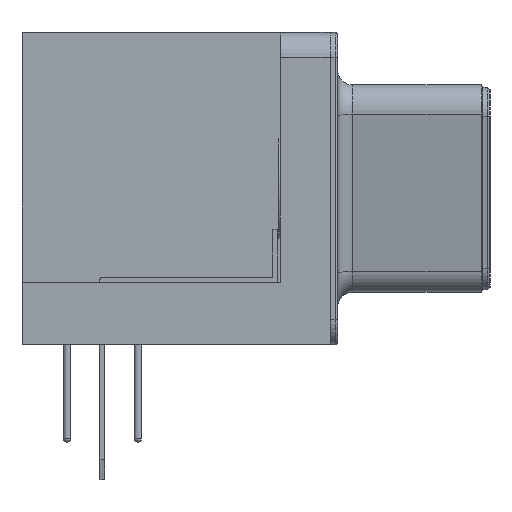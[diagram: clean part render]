
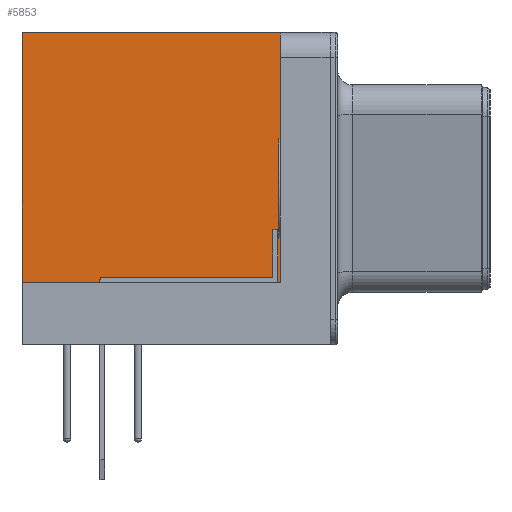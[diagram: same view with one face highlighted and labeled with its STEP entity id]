
A CAD part, left-side view. The second image highlights one B-rep face of the part: STEP entity #5853.
In plain terms, the highlighted planar face has unit normal (-1, 0, 0).
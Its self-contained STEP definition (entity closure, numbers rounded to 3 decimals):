
#4986 = VERTEX_POINT('',#4987);
#4987 = CARTESIAN_POINT('',(-54.13,1.8,12.5));
#4993 = EDGE_CURVE('',#4994,#4986,#4996,.T.);
#4994 = VERTEX_POINT('',#4995);
#4995 = CARTESIAN_POINT('',(-54.13,-8.54,12.5));
#4996 = LINE('',#4997,#4998);
#4997 = CARTESIAN_POINT('',(-54.13,-9.54,12.5));
#4998 = VECTOR('',#4999,1.);
#4999 = DIRECTION('',(0.,1.,0.));
#5644 = VERTEX_POINT('',#5645);
#5645 = CARTESIAN_POINT('',(-54.13,-8.54,2.5));
#5651 = EDGE_CURVE('',#5644,#4994,#5652,.T.);
#5652 = LINE('',#5653,#5654);
#5653 = CARTESIAN_POINT('',(-54.13,-8.54,2.5));
#5654 = VECTOR('',#5655,1.);
#5655 = DIRECTION('',(0.,0.,1.));
#5681 = VERTEX_POINT('',#5682);
#5682 = CARTESIAN_POINT('',(-54.13,1.8,2.5));
#5688 = EDGE_CURVE('',#5644,#5681,#5689,.T.);
#5689 = LINE('',#5690,#5691);
#5690 = CARTESIAN_POINT('',(-54.13,-8.54,2.5));
#5691 = VECTOR('',#5692,1.);
#5692 = DIRECTION('',(0.,1.,0.));
#5780 = EDGE_CURVE('',#5681,#4986,#5781,.T.);
#5781 = LINE('',#5782,#5783);
#5782 = CARTESIAN_POINT('',(-54.13,1.8,4.375));
#5783 = VECTOR('',#5784,1.);
#5784 = DIRECTION('',(0.,0.,1.));
#5853 = ADVANCED_FACE('',(#5854),#5860,.F.);
#5854 = FACE_BOUND('',#5855,.F.);
#5855 = EDGE_LOOP('',(#5856,#5857,#5858,#5859));
#5856 = ORIENTED_EDGE('',*,*,#5651,.F.);
#5857 = ORIENTED_EDGE('',*,*,#5688,.T.);
#5858 = ORIENTED_EDGE('',*,*,#5780,.T.);
#5859 = ORIENTED_EDGE('',*,*,#4993,.F.);
#5860 = PLANE('',#5861);
#5861 = AXIS2_PLACEMENT_3D('',#5862,#5863,#5864);
#5862 = CARTESIAN_POINT('',(-54.13,-8.54,2.5));
#5863 = DIRECTION('',(1.,0.,0.));
#5864 = DIRECTION('',(0.,0.,1.));
